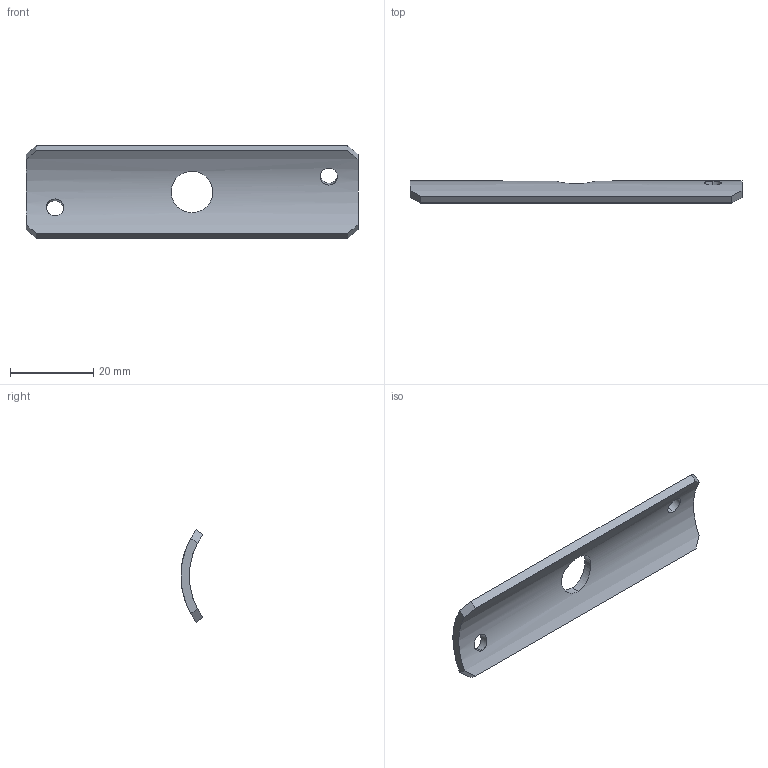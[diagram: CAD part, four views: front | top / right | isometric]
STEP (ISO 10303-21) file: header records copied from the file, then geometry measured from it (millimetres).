
FILE_DESCRIPTION (( 'STEP AP203' ), '1' );
FILE_NAME ('3D_GC2162_33.7x80_188621230.STEP', '2024-09-26T06:35:17', ( '' ), ( '' ), 'SwSTEP 2.0', 'SolidWorks 2024', '' );
FILE_SCHEMA (( 'CONFIG_CONTROL_DESIGN' ));
Length unit declared in the file: millimetre
Products named in the file (1): 3D_GC2162_33.7x80_188621230
Bounding box: 80 x 5.29 x 22.37 mm (x, y, z)
Volume: 3390 mm3; surface area: 3906.1 mm2
Topology: 1 solids, 1 shells, 16 faces, 42 edges, 28 vertices
Faces by surface type: cylinder 8, plane 8
Entity records: 917 total; most frequent: CARTESIAN_POINT 473, ORIENTED_EDGE 84, DIRECTION 60, EDGE_CURVE 42, VERTEX_POINT 28, EDGE_LOOP 22, AXIS2_PLACEMENT_3D 21, VECTOR 18
